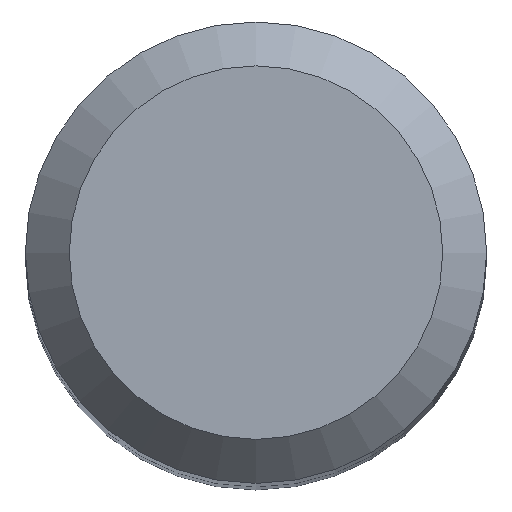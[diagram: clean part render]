
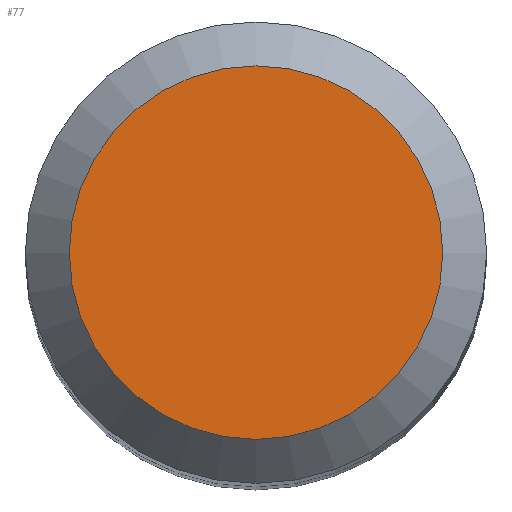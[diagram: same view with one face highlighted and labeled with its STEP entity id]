
A CAD part, top view. The second image highlights one B-rep face of the part: STEP entity #77.
In plain terms, the highlighted planar face has unit normal (0, 0, 1).
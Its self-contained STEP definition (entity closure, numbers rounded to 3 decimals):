
#27 = VERTEX_POINT ( 'NONE', #29 ) ;
#28 = DIRECTION ( 'NONE',  ( 0., 1., 0. ) ) ;
#29 = CARTESIAN_POINT ( 'NONE',  ( 0., 4.25, 89. ) ) ;
#47 = CARTESIAN_POINT ( 'NONE',  ( 0., 0., 89. ) ) ;
#48 = DIRECTION ( 'NONE',  ( 0., 0., -1. ) ) ;
#68 = CIRCLE ( 'NONE', #98, 4.25 ) ;
#69 = ORIENTED_EDGE ( 'NONE', *, *, #83, .F. ) ;
#75 = DIRECTION ( 'NONE',  ( 0., 1., 0. ) ) ;
#77 = ADVANCED_FACE ( 'NONE', ( #121 ), #175, .F. ) ;
#83 = EDGE_CURVE ( 'NONE', #27, #27, #68, .T. ) ;
#98 = AXIS2_PLACEMENT_3D ( 'NONE', #106, #139, #28 ) ;
#106 = CARTESIAN_POINT ( 'NONE',  ( 0., 0., 89. ) ) ;
#121 = FACE_OUTER_BOUND ( 'NONE', #188, .T. ) ;
#139 = DIRECTION ( 'NONE',  ( 0., 0., -1. ) ) ;
#162 = AXIS2_PLACEMENT_3D ( 'NONE', #47, #48, #75 ) ;
#175 = PLANE ( 'NONE',  #162 ) ;
#188 = EDGE_LOOP ( 'NONE', ( #69 ) ) ;
